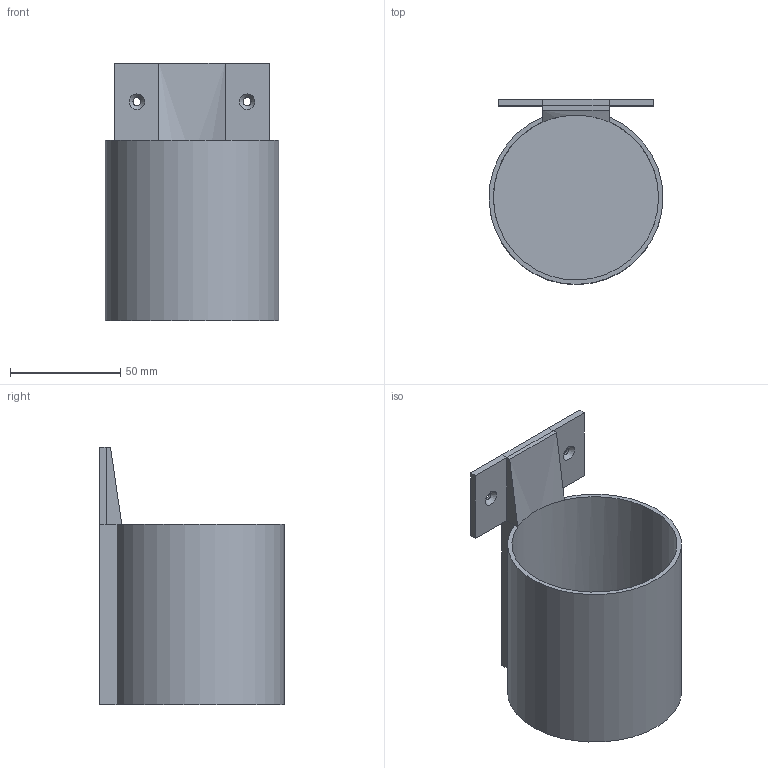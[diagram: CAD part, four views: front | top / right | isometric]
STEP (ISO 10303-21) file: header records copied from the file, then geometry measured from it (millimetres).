
FILE_DESCRIPTION(('FreeCAD Model'),'2;1');
FILE_NAME('Open CASCADE Shape Model','2022-05-15T16:51:57',('Author'),( ''),'Open CASCADE STEP processor 7.5','FreeCAD','Unknown');
FILE_SCHEMA(('AUTOMOTIVE_DESIGN { 1 0 10303 214 1 1 1 1 }'));
Length unit declared in the file: millimetre
Products named in the file (1): Body
Bounding box: 78.98 x 84 x 117 mm (x, y, z)
Volume: 74125.7 mm3; surface area: 56209.9 mm2
Topology: 1 solids, 1 shells, 30 faces, 64 edges, 36 vertices
Faces by surface type: plane 20, cylinder 5, bspline 3, cone 2
Full cylindrical faces by diameter (mm): 3.607 x2, 75 x1
Entity records: 1733 total; most frequent: CARTESIAN_POINT 474, DIRECTION 205, ORIENTED_EDGE 128, PCURVE 128, DEFINITIONAL_REPRESENTATION 128, LINE 108, VECTOR 108, EDGE_CURVE 64
